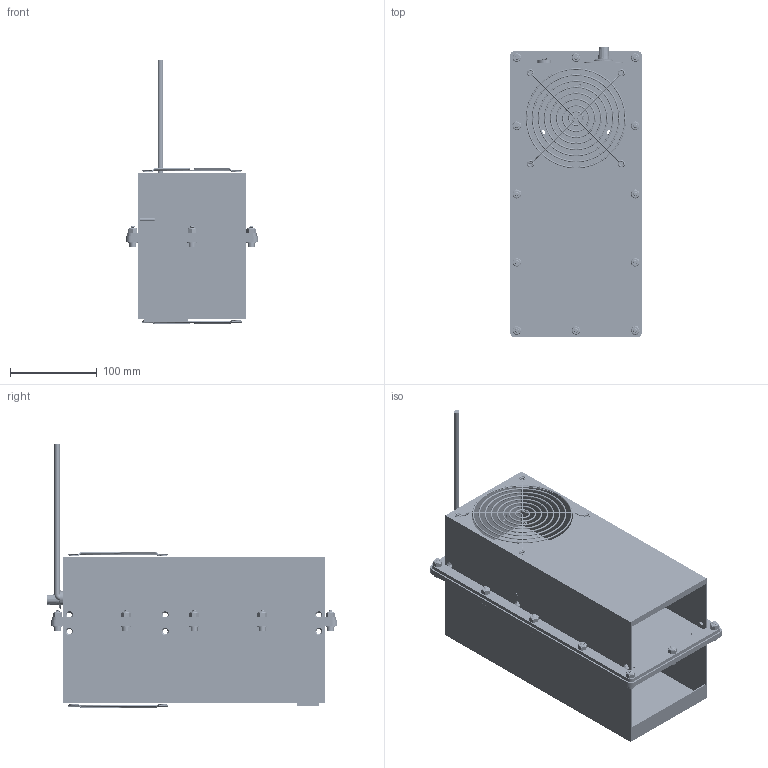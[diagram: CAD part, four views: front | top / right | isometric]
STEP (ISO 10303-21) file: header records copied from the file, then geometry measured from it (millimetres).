
FILE_DESCRIPTION (( 'STEP AP203' ), '1' );
FILE_NAME ('ACT-TEC-90.STEP', '2019-04-10T19:46:59', ( '' ), ( '' ), 'SwSTEP 2.0', 'SolidWorks 2017', '' );
FILE_SCHEMA (( 'CONFIG_CONTROL_DESIGN' ));
Products named in the file (1): ACT-TEC-90
Bounding box: 152.4 x 334.96 x 304.71 mm (x, y, z)
Volume: 650028.1 mm3; surface area: 546980.3 mm2
Topology: 76 solids, 82 shells, 3278 faces, 8140 edges, 5012 vertices
Faces by surface type: cylinder 1828, cone 790, plane 394, torus 242, bspline 24
Entity records: 132629 total; most frequent: CARTESIAN_POINT 62391, ORIENTED_EDGE 16152, DIRECTION 13428, EDGE_CURVE 8076, AXIS2_PLACEMENT_3D 5375, VERTEX_POINT 5012, EDGE_LOOP 3538, ADVANCED_FACE 3278
